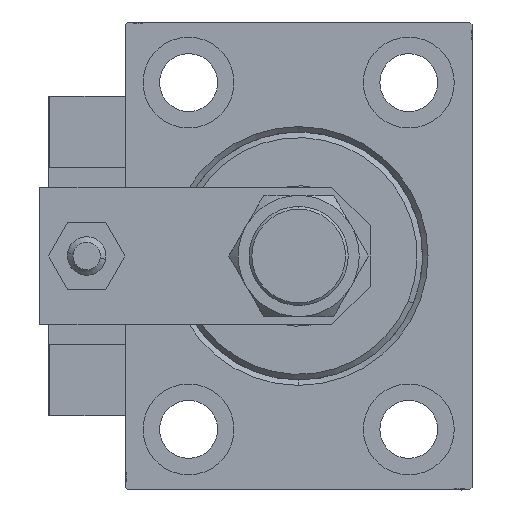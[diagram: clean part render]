
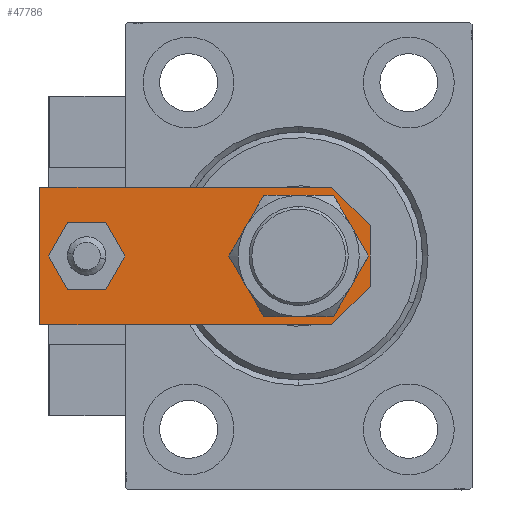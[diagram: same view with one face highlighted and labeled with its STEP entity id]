
A CAD part, left-side view. The second image highlights one B-rep face of the part: STEP entity #47786.
In plain terms, the highlighted face is planar.
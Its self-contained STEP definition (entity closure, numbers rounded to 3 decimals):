
#1450 = CARTESIAN_POINT ( 'NONE',  ( 12.5, 60., 6. ) ) ;
#1717 = DIRECTION ( 'NONE',  ( 0., 1., 0. ) ) ;
#2448 = DIRECTION ( 'NONE',  ( -1., 0., 0. ) ) ;
#2471 = DIRECTION ( 'NONE',  ( 1., 0., 0. ) ) ;
#2982 = ORIENTED_EDGE ( 'NONE', *, *, #36216, .T. ) ;
#3120 = DIRECTION ( 'NONE',  ( 0., 0., 1. ) ) ;
#3951 = VERTEX_POINT ( 'NONE', #6573 ) ;
#4591 = VECTOR ( 'NONE', #20564, 1000. ) ;
#4957 = VERTEX_POINT ( 'NONE', #17770 ) ;
#5758 = DIRECTION ( 'NONE',  ( 1., 0., 0. ) ) ;
#6020 = ORIENTED_EDGE ( 'NONE', *, *, #13969, .F. ) ;
#6573 = CARTESIAN_POINT ( 'NONE',  ( -5.5, 0., 6. ) ) ;
#6804 = ORIENTED_EDGE ( 'NONE', *, *, #30473, .T. ) ;
#7627 = FACE_OUTER_BOUND ( 'NONE', #23931, .T. ) ;
#8926 = CARTESIAN_POINT ( 'NONE',  ( 4., 51.5, 6. ) ) ;
#9298 = LINE ( 'NONE', #9555, #28125 ) ;
#9555 = CARTESIAN_POINT ( 'NONE',  ( 12.5, 0., 6. ) ) ;
#10542 = EDGE_CURVE ( 'NONE', #18769, #13937, #19628, .T. ) ;
#12338 = AXIS2_PLACEMENT_3D ( 'NONE', #34405, #29700, #2471 ) ;
#12457 = LINE ( 'NONE', #16645, #4591 ) ;
#13937 = VERTEX_POINT ( 'NONE', #49701 ) ;
#13969 = EDGE_CURVE ( 'NONE', #28991, #27768, #48594, .T. ) ;
#14387 = VERTEX_POINT ( 'NONE', #37099 ) ;
#15592 = AXIS2_PLACEMENT_3D ( 'NONE', #31705, #28040, #31960 ) ;
#15791 = DIRECTION ( 'NONE',  ( 0.707, -0.707, 0. ) ) ;
#15899 = EDGE_CURVE ( 'NONE', #44280, #18769, #22078, .T. ) ;
#16368 = DIRECTION ( 'NONE',  ( 1., 0., 0. ) ) ;
#16645 = CARTESIAN_POINT ( 'NONE',  ( -12.5, 0., 6. ) ) ;
#17770 = CARTESIAN_POINT ( 'NONE',  ( 12.5, 7., 6. ) ) ;
#18458 = CARTESIAN_POINT ( 'NONE',  ( -4., 51.5, 6. ) ) ;
#18769 = VERTEX_POINT ( 'NONE', #24864 ) ;
#18929 = EDGE_CURVE ( 'NONE', #27644, #14387, #36956, .T. ) ;
#19076 = CARTESIAN_POINT ( 'NONE',  ( 0., 13., 6. ) ) ;
#19215 = CARTESIAN_POINT ( 'NONE',  ( 8.25, 13., 6. ) ) ;
#19362 = AXIS2_PLACEMENT_3D ( 'NONE', #21978, #21455, #5758 ) ;
#19628 = LINE ( 'NONE', #44459, #41819 ) ;
#19655 = PLANE ( 'NONE',  #15592 ) ;
#19714 = LINE ( 'NONE', #24669, #27250 ) ;
#20252 = VECTOR ( 'NONE', #2448, 1000. ) ;
#20564 = DIRECTION ( 'NONE',  ( 1., 0., 0. ) ) ;
#21455 = DIRECTION ( 'NONE',  ( 0., 0., 1. ) ) ;
#21978 = CARTESIAN_POINT ( 'NONE',  ( 0., 51.5, 6. ) ) ;
#22078 = LINE ( 'NONE', #38559, #20252 ) ;
#23716 = DIRECTION ( 'NONE',  ( 0., 0., 1. ) ) ;
#23931 = EDGE_LOOP ( 'NONE', ( #31955, #6804, #49786, #2982, #42072, #29138 ) ) ;
#24669 = CARTESIAN_POINT ( 'NONE',  ( -2.75, -2.75, 6. ) ) ;
#24693 = EDGE_CURVE ( 'NONE', #3951, #51492, #12457, .T. ) ;
#24864 = CARTESIAN_POINT ( 'NONE',  ( -12.5, 60., 6. ) ) ;
#27250 = VECTOR ( 'NONE', #15791, 1000. ) ;
#27644 = VERTEX_POINT ( 'NONE', #19215 ) ;
#27768 = VERTEX_POINT ( 'NONE', #18458 ) ;
#27842 = CARTESIAN_POINT ( 'NONE',  ( 5.5, 0., 6. ) ) ;
#28040 = DIRECTION ( 'NONE',  ( 0., 0., 1. ) ) ;
#28125 = VECTOR ( 'NONE', #1717, 1000. ) ;
#28221 = CIRCLE ( 'NONE', #12338, 4. ) ;
#28991 = VERTEX_POINT ( 'NONE', #8926 ) ;
#29138 = ORIENTED_EDGE ( 'NONE', *, *, #15899, .T. ) ;
#29433 = EDGE_LOOP ( 'NONE', ( #31380, #6020 ) ) ;
#29700 = DIRECTION ( 'NONE',  ( 0., 0., 1. ) ) ;
#30473 = EDGE_CURVE ( 'NONE', #13937, #3951, #19714, .T. ) ;
#31267 = VECTOR ( 'NONE', #32902, 1000. ) ;
#31316 = CARTESIAN_POINT ( 'NONE',  ( 0., 13., 6. ) ) ;
#31380 = ORIENTED_EDGE ( 'NONE', *, *, #50528, .F. ) ;
#31705 = CARTESIAN_POINT ( 'NONE',  ( 0., 0., 6. ) ) ;
#31955 = ORIENTED_EDGE ( 'NONE', *, *, #10542, .T. ) ;
#31960 = DIRECTION ( 'NONE',  ( 1., 0., 0. ) ) ;
#32902 = DIRECTION ( 'NONE',  ( 0.707, 0.707, 0. ) ) ;
#34405 = CARTESIAN_POINT ( 'NONE',  ( 0., 51.5, 6. ) ) ;
#36173 = ORIENTED_EDGE ( 'NONE', *, *, #47160, .F. ) ;
#36216 = EDGE_CURVE ( 'NONE', #51492, #4957, #37084, .T. ) ;
#36956 = CIRCLE ( 'NONE', #46185, 8.25 ) ;
#37084 = LINE ( 'NONE', #44921, #31267 ) ;
#37099 = CARTESIAN_POINT ( 'NONE',  ( -8.25, 13., 6. ) ) ;
#38559 = CARTESIAN_POINT ( 'NONE',  ( 12.5, 60., 6. ) ) ;
#39216 = EDGE_LOOP ( 'NONE', ( #36173, #48405 ) ) ;
#39774 = DIRECTION ( 'NONE',  ( 0., -1., 0. ) ) ;
#39799 = CIRCLE ( 'NONE', #41490, 8.25 ) ;
#41490 = AXIS2_PLACEMENT_3D ( 'NONE', #31316, #23716, #16368 ) ;
#41819 = VECTOR ( 'NONE', #39774, 1000. ) ;
#42072 = ORIENTED_EDGE ( 'NONE', *, *, #47273, .T. ) ;
#43900 = DIRECTION ( 'NONE',  ( 1., 0., 0. ) ) ;
#44280 = VERTEX_POINT ( 'NONE', #1450 ) ;
#44459 = CARTESIAN_POINT ( 'NONE',  ( -12.5, 60., 6. ) ) ;
#44921 = CARTESIAN_POINT ( 'NONE',  ( 2.75, -2.75, 6. ) ) ;
#46185 = AXIS2_PLACEMENT_3D ( 'NONE', #19076, #3120, #43900 ) ;
#47139 = FACE_BOUND ( 'NONE', #39216, .T. ) ;
#47160 = EDGE_CURVE ( 'NONE', #14387, #27644, #39799, .T. ) ;
#47273 = EDGE_CURVE ( 'NONE', #4957, #44280, #9298, .T. ) ;
#47786 = ADVANCED_FACE ( 'NONE', ( #51570, #7627, #47139 ), #19655, .T. ) ;
#48405 = ORIENTED_EDGE ( 'NONE', *, *, #18929, .F. ) ;
#48594 = CIRCLE ( 'NONE', #19362, 4. ) ;
#49701 = CARTESIAN_POINT ( 'NONE',  ( -12.5, 7., 6. ) ) ;
#49786 = ORIENTED_EDGE ( 'NONE', *, *, #24693, .T. ) ;
#50528 = EDGE_CURVE ( 'NONE', #27768, #28991, #28221, .T. ) ;
#51492 = VERTEX_POINT ( 'NONE', #27842 ) ;
#51570 = FACE_BOUND ( 'NONE', #29433, .T. ) ;
